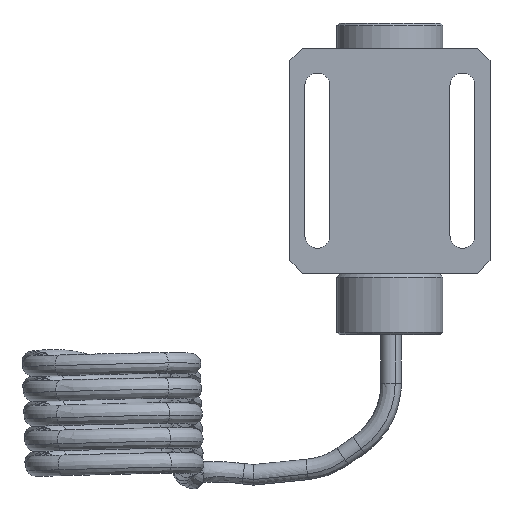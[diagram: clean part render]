
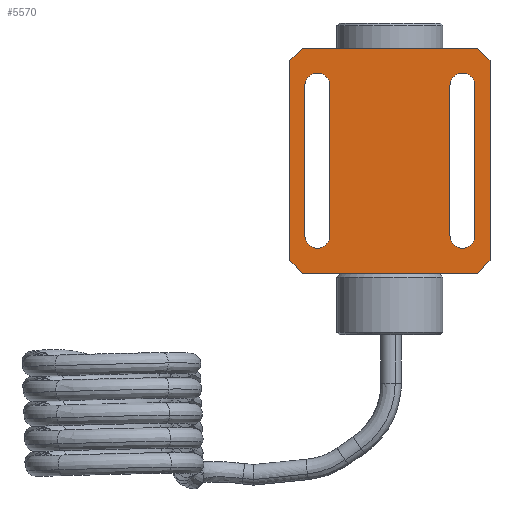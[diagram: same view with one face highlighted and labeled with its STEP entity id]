
A CAD part, top view. The second image highlights one B-rep face of the part: STEP entity #5570.
In plain terms, the highlighted planar face has unit normal (0, 0, 1).
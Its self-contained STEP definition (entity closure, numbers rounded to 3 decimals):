
#145=FACE_BOUND('',#1556,.T.);
#146=FACE_BOUND('',#1557,.T.);
#520=LINE('',#10922,#807);
#524=LINE('',#10930,#811);
#528=LINE('',#10937,#815);
#529=LINE('',#10939,#816);
#530=LINE('',#10941,#817);
#531=LINE('',#10943,#818);
#532=LINE('',#10945,#819);
#533=LINE('',#10946,#820);
#534=LINE('',#10951,#821);
#535=LINE('',#10954,#822);
#536=LINE('',#10959,#823);
#537=LINE('',#10962,#824);
#807=VECTOR('',#6946,7.071);
#811=VECTOR('',#6952,70.);
#815=VECTOR('',#6958,80.);
#816=VECTOR('',#6959,7.071);
#817=VECTOR('',#6960,70.);
#818=VECTOR('',#6961,7.071);
#819=VECTOR('',#6962,80.);
#820=VECTOR('',#6963,7.071);
#821=VECTOR('',#6966,60.);
#822=VECTOR('',#6969,60.);
#823=VECTOR('',#6972,60.);
#824=VECTOR('',#6975,60.);
#962=PLANE('',#5989);
#1194=FACE_OUTER_BOUND('',#1555,.T.);
#1555=EDGE_LOOP('',(#4757,#4758,#4759,#4760,#4761,#4762,#4763,#4764));
#1556=EDGE_LOOP('',(#4765,#4766,#4767,#4768));
#1557=EDGE_LOOP('',(#4769,#4770,#4771,#4772));
#1781=CIRCLE('',#5990,5.);
#1782=CIRCLE('',#5991,5.);
#1783=CIRCLE('',#5992,5.);
#1784=CIRCLE('',#5993,5.);
#2614=VERTEX_POINT('',#10920);
#2615=VERTEX_POINT('',#10921);
#2618=VERTEX_POINT('',#10929);
#2620=VERTEX_POINT('',#10936);
#2621=VERTEX_POINT('',#10938);
#2622=VERTEX_POINT('',#10940);
#2623=VERTEX_POINT('',#10942);
#2624=VERTEX_POINT('',#10944);
#2625=VERTEX_POINT('',#10947);
#2626=VERTEX_POINT('',#10948);
#2627=VERTEX_POINT('',#10950);
#2628=VERTEX_POINT('',#10952);
#2629=VERTEX_POINT('',#10955);
#2630=VERTEX_POINT('',#10956);
#2631=VERTEX_POINT('',#10958);
#2632=VERTEX_POINT('',#10960);
#3347=EDGE_CURVE('',#2614,#2615,#520,.T.);
#3351=EDGE_CURVE('',#2618,#2615,#524,.T.);
#3355=EDGE_CURVE('',#2614,#2620,#528,.T.);
#3356=EDGE_CURVE('',#2621,#2620,#529,.T.);
#3357=EDGE_CURVE('',#2621,#2622,#530,.T.);
#3358=EDGE_CURVE('',#2623,#2622,#531,.T.);
#3359=EDGE_CURVE('',#2623,#2624,#532,.T.);
#3360=EDGE_CURVE('',#2618,#2624,#533,.T.);
#3361=EDGE_CURVE('',#2625,#2626,#1781,.T.);
#3362=EDGE_CURVE('',#2626,#2627,#534,.T.);
#3363=EDGE_CURVE('',#2627,#2628,#1782,.T.);
#3364=EDGE_CURVE('',#2628,#2625,#535,.T.);
#3365=EDGE_CURVE('',#2629,#2630,#1783,.T.);
#3366=EDGE_CURVE('',#2630,#2631,#536,.T.);
#3367=EDGE_CURVE('',#2631,#2632,#1784,.T.);
#3368=EDGE_CURVE('',#2632,#2629,#537,.T.);
#4757=ORIENTED_EDGE('',*,*,#3347,.F.);
#4758=ORIENTED_EDGE('',*,*,#3355,.T.);
#4759=ORIENTED_EDGE('',*,*,#3356,.F.);
#4760=ORIENTED_EDGE('',*,*,#3357,.T.);
#4761=ORIENTED_EDGE('',*,*,#3358,.F.);
#4762=ORIENTED_EDGE('',*,*,#3359,.T.);
#4763=ORIENTED_EDGE('',*,*,#3360,.F.);
#4764=ORIENTED_EDGE('',*,*,#3351,.T.);
#4765=ORIENTED_EDGE('',*,*,#3361,.T.);
#4766=ORIENTED_EDGE('',*,*,#3362,.T.);
#4767=ORIENTED_EDGE('',*,*,#3363,.T.);
#4768=ORIENTED_EDGE('',*,*,#3364,.T.);
#4769=ORIENTED_EDGE('',*,*,#3365,.T.);
#4770=ORIENTED_EDGE('',*,*,#3366,.T.);
#4771=ORIENTED_EDGE('',*,*,#3367,.T.);
#4772=ORIENTED_EDGE('',*,*,#3368,.T.);
#5570=ADVANCED_FACE('',(#1194,#145,#146),#962,.T.);
#5989=AXIS2_PLACEMENT_3D('',#10935,#6956,#6957);
#5990=AXIS2_PLACEMENT_3D('',#10949,#6964,#6965);
#5991=AXIS2_PLACEMENT_3D('',#10953,#6967,#6968);
#5992=AXIS2_PLACEMENT_3D('',#10957,#6970,#6971);
#5993=AXIS2_PLACEMENT_3D('',#10961,#6973,#6974);
#6946=DIRECTION('',(0.707,0.707,0.));
#6952=DIRECTION('',(-1.,0.,0.));
#6956=DIRECTION('center_axis',(0.,0.,1.));
#6957=DIRECTION('ref_axis',(1.,0.,0.));
#6958=DIRECTION('',(0.,-1.,0.));
#6959=DIRECTION('',(-0.707,0.707,0.));
#6960=DIRECTION('',(1.,0.,0.));
#6961=DIRECTION('',(-0.707,-0.707,0.));
#6962=DIRECTION('',(0.,1.,0.));
#6963=DIRECTION('',(0.707,-0.707,0.));
#6964=DIRECTION('center_axis',(0.,0.,-1.));
#6965=DIRECTION('ref_axis',(1.,0.,0.));
#6966=DIRECTION('',(0.,-1.,0.));
#6967=DIRECTION('center_axis',(0.,0.,-1.));
#6968=DIRECTION('ref_axis',(-1.,0.,0.));
#6969=DIRECTION('',(0.,1.,0.));
#6970=DIRECTION('center_axis',(0.,0.,-1.));
#6971=DIRECTION('ref_axis',(1.,0.,0.));
#6972=DIRECTION('',(0.,-1.,0.));
#6973=DIRECTION('center_axis',(0.,0.,-1.));
#6974=DIRECTION('ref_axis',(-1.,0.,0.));
#6975=DIRECTION('',(0.,1.,0.));
#10920=CARTESIAN_POINT('',(-40.,79.249,3.));
#10921=CARTESIAN_POINT('',(-35.,84.249,3.));
#10922=CARTESIAN_POINT('',(-38.75,80.499,3.));
#10929=CARTESIAN_POINT('',(35.,84.249,3.));
#10930=CARTESIAN_POINT('',(-40.,84.249,3.));
#10935=CARTESIAN_POINT('Origin',(0.,39.249,3.));
#10936=CARTESIAN_POINT('',(-40.,-0.751,3.));
#10937=CARTESIAN_POINT('',(-40.,-5.751,3.));
#10938=CARTESIAN_POINT('',(-35.,-5.751,3.));
#10939=CARTESIAN_POINT('',(-38.75,-2.001,3.));
#10940=CARTESIAN_POINT('',(35.,-5.751,3.));
#10941=CARTESIAN_POINT('',(40.,-5.751,3.));
#10942=CARTESIAN_POINT('',(40.,-0.751,3.));
#10943=CARTESIAN_POINT('',(38.75,-2.001,3.));
#10944=CARTESIAN_POINT('',(40.,79.249,3.));
#10945=CARTESIAN_POINT('',(40.,84.249,3.));
#10946=CARTESIAN_POINT('',(38.75,80.499,3.));
#10947=CARTESIAN_POINT('',(24.,69.249,3.));
#10948=CARTESIAN_POINT('',(34.,69.249,3.));
#10949=CARTESIAN_POINT('Origin',(29.,69.249,3.));
#10950=CARTESIAN_POINT('',(34.,9.249,3.));
#10951=CARTESIAN_POINT('',(34.,24.249,3.));
#10952=CARTESIAN_POINT('',(24.,9.249,3.));
#10953=CARTESIAN_POINT('Origin',(29.,9.249,3.));
#10954=CARTESIAN_POINT('',(24.,54.249,3.));
#10955=CARTESIAN_POINT('',(-34.,69.249,3.));
#10956=CARTESIAN_POINT('',(-24.,69.249,3.));
#10957=CARTESIAN_POINT('Origin',(-29.,69.249,3.));
#10958=CARTESIAN_POINT('',(-24.,9.249,3.));
#10959=CARTESIAN_POINT('',(-24.,24.249,3.));
#10960=CARTESIAN_POINT('',(-34.,9.249,3.));
#10961=CARTESIAN_POINT('Origin',(-29.,9.249,3.));
#10962=CARTESIAN_POINT('',(-34.,54.249,3.));
